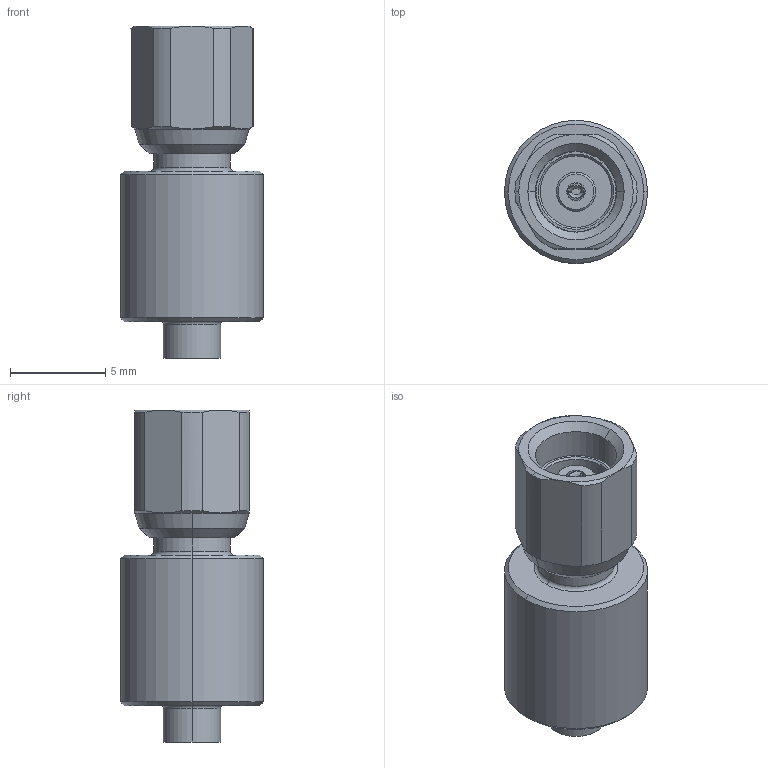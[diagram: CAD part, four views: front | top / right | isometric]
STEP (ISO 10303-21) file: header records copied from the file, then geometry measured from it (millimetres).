
FILE_DESCRIPTION (( 'STEP AP214' ), '1' );
FILE_NAME ('J01176A0001.STEP', '2019-12-03T14:42:47', ( '' ), ( '' ), 'SwSTEP 2.0', 'SolidWorks 2018', '' );
FILE_SCHEMA (( 'AUTOMOTIVE_DESIGN' ));
Length unit declared in the file: millimetre
Products named in the file (1): J01176A0001
Bounding box: 7.5 x 7.5 x 17.41 mm (x, y, z)
Volume: 526.4 mm3; surface area: 561.9 mm2
Topology: 1 solids, 1 shells, 97 faces, 213 edges, 130 vertices
Faces by surface type: cone 34, cylinder 33, plane 24, torus 6
Entity records: 3739 total; most frequent: CARTESIAN_POINT 543, DIRECTION 481, ORIENTED_EDGE 426, EDGE_CURVE 213, AXIS2_PLACEMENT_3D 204, VERTEX_POINT 130, EDGE_LOOP 109, CIRCLE 106
